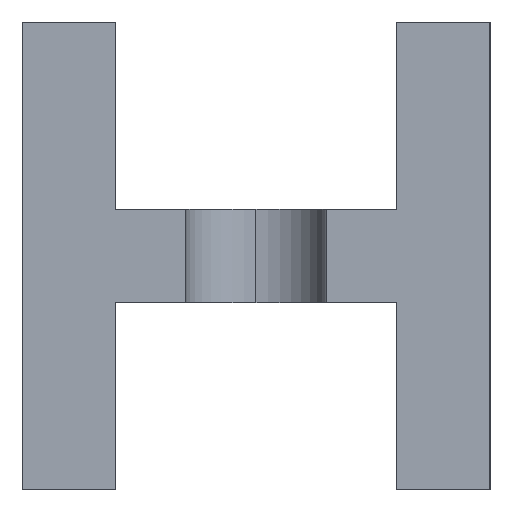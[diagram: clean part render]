
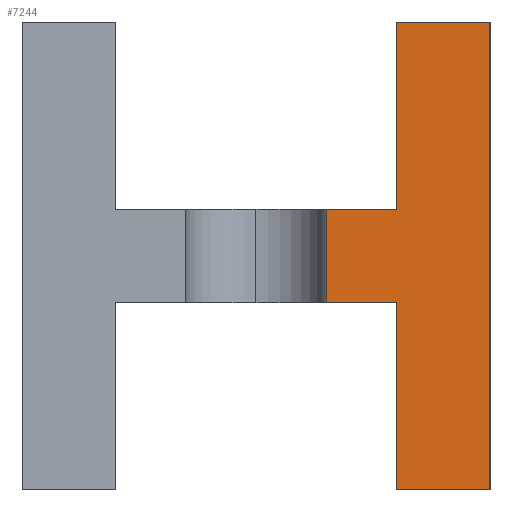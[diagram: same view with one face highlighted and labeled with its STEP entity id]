
A CAD part, left-side view. The second image highlights one B-rep face of the part: STEP entity #7244.
In plain terms, the highlighted planar face has unit normal (-1, 0, 0).
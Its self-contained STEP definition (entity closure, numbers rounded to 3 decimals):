
#2 = CARTESIAN_POINT ( 'NONE',  ( 0., 2., 10. ) ) ;
#242 = CARTESIAN_POINT ( 'NONE',  ( 0., 2., 4. ) ) ;
#1412 = DIRECTION ( 'NONE',  ( 0., 0., 1. ) ) ;
#1866 = ORIENTED_EDGE ( 'NONE', *, *, #17413, .F. ) ;
#2039 = VERTEX_POINT ( 'NONE', #17534 ) ;
#2531 = VERTEX_POINT ( 'NONE', #4973 ) ;
#2564 = DIRECTION ( 'NONE',  ( 0., 0., 1. ) ) ;
#3177 = VECTOR ( 'NONE', #1412, 1000. ) ;
#4368 = LINE ( 'NONE', #10637, #7681 ) ;
#4973 = CARTESIAN_POINT ( 'NONE',  ( 0., 2., 0. ) ) ;
#5227 = CARTESIAN_POINT ( 'NONE',  ( 0., 0., 10. ) ) ;
#5314 = DIRECTION ( 'NONE',  ( 0., -1., 0. ) ) ;
#5967 = CARTESIAN_POINT ( 'NONE',  ( 0., 3.5, 4. ) ) ;
#6287 = VERTEX_POINT ( 'NONE', #11088 ) ;
#6500 = VERTEX_POINT ( 'NONE', #12886 ) ;
#6523 = VERTEX_POINT ( 'NONE', #5967 ) ;
#6575 = VECTOR ( 'NONE', #5314, 1000. ) ;
#6736 = VERTEX_POINT ( 'NONE', #10587 ) ;
#6757 = ORIENTED_EDGE ( 'NONE', *, *, #14595, .F. ) ;
#6929 = VECTOR ( 'NONE', #11369, 1000. ) ;
#7244 = ADVANCED_FACE ( 'NONE', ( #8220 ), #13561, .T. ) ;
#7292 = DIRECTION ( 'NONE',  ( 0., 0., 1. ) ) ;
#7314 = VECTOR ( 'NONE', #13927, 1000. ) ;
#7461 = LINE ( 'NONE', #17557, #18164 ) ;
#7681 = VECTOR ( 'NONE', #9724, 1000. ) ;
#7758 = LINE ( 'NONE', #9737, #7314 ) ;
#8055 = VERTEX_POINT ( 'NONE', #12865 ) ;
#8220 = FACE_OUTER_BOUND ( 'NONE', #8575, .T. ) ;
#8575 = EDGE_LOOP ( 'NONE', ( #17202, #13513, #9157, #6757, #1866, #17732, #12755, #10781 ) ) ;
#8976 = LINE ( 'NONE', #5227, #6575 ) ;
#9138 = VERTEX_POINT ( 'NONE', #15973 ) ;
#9157 = ORIENTED_EDGE ( 'NONE', *, *, #14024, .F. ) ;
#9724 = DIRECTION ( 'NONE',  ( 0., 1., 0. ) ) ;
#9737 = CARTESIAN_POINT ( 'NONE',  ( 0., 0., 0. ) ) ;
#10452 = VECTOR ( 'NONE', #7292, 1000. ) ;
#10464 = EDGE_CURVE ( 'NONE', #6500, #6523, #4368, .T. ) ;
#10587 = CARTESIAN_POINT ( 'NONE',  ( 0., 0., 10. ) ) ;
#10637 = CARTESIAN_POINT ( 'NONE',  ( 0., 8., 4. ) ) ;
#10652 = LINE ( 'NONE', #16883, #6929 ) ;
#10781 = ORIENTED_EDGE ( 'NONE', *, *, #10911, .F. ) ;
#10911 = EDGE_CURVE ( 'NONE', #8055, #9138, #7461, .T. ) ;
#11088 = CARTESIAN_POINT ( 'NONE',  ( 0., 2., 10. ) ) ;
#11369 = DIRECTION ( 'NONE',  ( 0., 1., 0. ) ) ;
#11495 = EDGE_CURVE ( 'NONE', #6287, #6736, #8976, .T. ) ;
#12755 = ORIENTED_EDGE ( 'NONE', *, *, #15880, .F. ) ;
#12865 = CARTESIAN_POINT ( 'NONE',  ( 0., 3.5, 6. ) ) ;
#12872 = AXIS2_PLACEMENT_3D ( 'NONE', #13545, #13530, #13508 ) ;
#12886 = CARTESIAN_POINT ( 'NONE',  ( 0., 2., 4. ) ) ;
#13508 = DIRECTION ( 'NONE',  ( 0., 0., 1. ) ) ;
#13513 = ORIENTED_EDGE ( 'NONE', *, *, #10464, .F. ) ;
#13530 = DIRECTION ( 'NONE',  ( -1., 0., 0. ) ) ;
#13545 = CARTESIAN_POINT ( 'NONE',  ( 0., 0., 0. ) ) ;
#13561 = PLANE ( 'NONE',  #12872 ) ;
#13927 = DIRECTION ( 'NONE',  ( 0., 0., -1. ) ) ;
#14024 = EDGE_CURVE ( 'NONE', #2531, #6500, #14556, .T. ) ;
#14303 = LINE ( 'NONE', #16447, #17591 ) ;
#14339 = LINE ( 'NONE', #2, #3177 ) ;
#14556 = LINE ( 'NONE', #242, #10452 ) ;
#14595 = EDGE_CURVE ( 'NONE', #2039, #2531, #10652, .T. ) ;
#15880 = EDGE_CURVE ( 'NONE', #9138, #6287, #14339, .T. ) ;
#15973 = CARTESIAN_POINT ( 'NONE',  ( 0., 2., 6. ) ) ;
#16447 = CARTESIAN_POINT ( 'NONE',  ( 0., 3.5, 4. ) ) ;
#16733 = EDGE_CURVE ( 'NONE', #6523, #8055, #14303, .T. ) ;
#16804 = DIRECTION ( 'NONE',  ( 0., -1., 0. ) ) ;
#16883 = CARTESIAN_POINT ( 'NONE',  ( 0., 2., 0. ) ) ;
#17202 = ORIENTED_EDGE ( 'NONE', *, *, #16733, .F. ) ;
#17413 = EDGE_CURVE ( 'NONE', #6736, #2039, #7758, .T. ) ;
#17534 = CARTESIAN_POINT ( 'NONE',  ( 0., 0., 0. ) ) ;
#17557 = CARTESIAN_POINT ( 'NONE',  ( 0., 2., 6. ) ) ;
#17591 = VECTOR ( 'NONE', #2564, 1000. ) ;
#17732 = ORIENTED_EDGE ( 'NONE', *, *, #11495, .F. ) ;
#18164 = VECTOR ( 'NONE', #16804, 1000. ) ;
